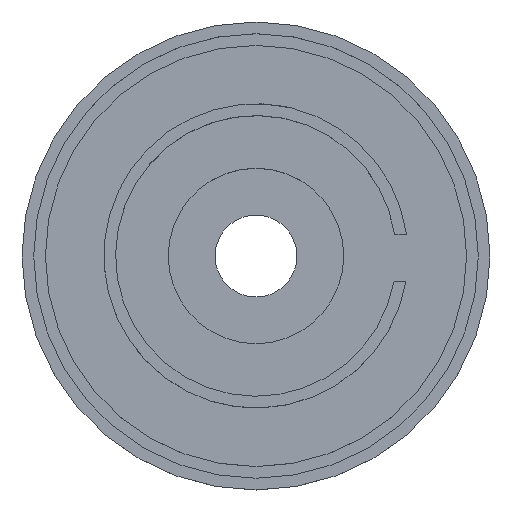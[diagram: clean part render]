
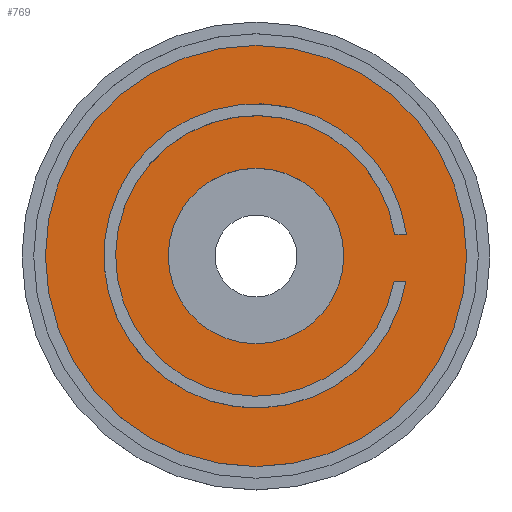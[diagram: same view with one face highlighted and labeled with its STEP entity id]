
A CAD part, top view. The second image highlights one B-rep face of the part: STEP entity #769.
In plain terms, the highlighted planar face has unit normal (0, 0, 1).
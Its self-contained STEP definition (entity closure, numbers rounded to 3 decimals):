
#18=FACE_BOUND('',#134,.T.);
#19=FACE_BOUND('',#135,.T.);
#36=CIRCLE('',#822,12.);
#41=CIRCLE('',#834,7.5);
#42=CIRCLE('',#836,18.);
#43=CIRCLE('',#837,13.);
#87=FACE_OUTER_BOUND('',#133,.T.);
#133=EDGE_LOOP('',(#622));
#134=EDGE_LOOP('',(#623,#624,#625,#626));
#135=EDGE_LOOP('',(#627));
#217=LINE('',#1225,#298);
#225=LINE('',#1252,#306);
#298=VECTOR('',#981,10.);
#306=VECTOR('',#1013,10.);
#363=VERTEX_POINT('',#1209);
#364=VERTEX_POINT('',#1211);
#369=VERTEX_POINT('',#1223);
#374=VERTEX_POINT('',#1244);
#375=VERTEX_POINT('',#1248);
#376=VERTEX_POINT('',#1250);
#450=EDGE_CURVE('',#363,#364,#36,.T.);
#457=EDGE_CURVE('',#363,#369,#217,.T.);
#466=EDGE_CURVE('',#374,#374,#41,.T.);
#468=EDGE_CURVE('',#375,#375,#42,.T.);
#469=EDGE_CURVE('',#376,#369,#43,.T.);
#470=EDGE_CURVE('',#364,#376,#225,.T.);
#622=ORIENTED_EDGE('',*,*,#468,.T.);
#623=ORIENTED_EDGE('',*,*,#457,.T.);
#624=ORIENTED_EDGE('',*,*,#469,.F.);
#625=ORIENTED_EDGE('',*,*,#470,.F.);
#626=ORIENTED_EDGE('',*,*,#450,.F.);
#627=ORIENTED_EDGE('',*,*,#466,.T.);
#731=PLANE('',#835);
#769=ADVANCED_FACE('',(#87,#18,#19),#731,.T.);
#822=AXIS2_PLACEMENT_3D('',#1212,#969,#970);
#834=AXIS2_PLACEMENT_3D('',#1245,#1004,#1005);
#835=AXIS2_PLACEMENT_3D('',#1247,#1007,#1008);
#836=AXIS2_PLACEMENT_3D('',#1249,#1009,#1010);
#837=AXIS2_PLACEMENT_3D('',#1251,#1011,#1012);
#969=DIRECTION('center_axis',(0.,0.,-1.));
#970=DIRECTION('ref_axis',(0.5,-0.866,0.));
#981=DIRECTION('',(1.,0.,0.));
#1004=DIRECTION('center_axis',(0.,0.,-1.));
#1005=DIRECTION('ref_axis',(-1.,0.,0.));
#1007=DIRECTION('center_axis',(0.,0.,1.));
#1008=DIRECTION('ref_axis',(-0.866,-0.5,0.));
#1009=DIRECTION('center_axis',(0.,0.,1.));
#1010=DIRECTION('ref_axis',(-1.,0.,0.));
#1011=DIRECTION('center_axis',(0.,0.,1.));
#1012=DIRECTION('ref_axis',(0.5,-0.866,0.));
#1013=DIRECTION('',(1.,0.,0.));
#1209=CARTESIAN_POINT('',(-13.698,9.5,4.));
#1211=CARTESIAN_POINT('',(-13.64,13.5,4.));
#1212=CARTESIAN_POINT('Origin',(-25.5,11.67,4.));
#1223=CARTESIAN_POINT('',(-12.682,9.5,4.));
#1225=CARTESIAN_POINT('',(-25.,9.5,4.));
#1244=CARTESIAN_POINT('',(-18.,11.67,4.));
#1245=CARTESIAN_POINT('Origin',(-25.5,11.67,4.));
#1247=CARTESIAN_POINT('Origin',(-25.5,11.67,4.));
#1248=CARTESIAN_POINT('',(-7.5,11.67,4.));
#1249=CARTESIAN_POINT('Origin',(-25.5,11.67,4.));
#1250=CARTESIAN_POINT('',(-12.629,13.5,4.));
#1251=CARTESIAN_POINT('Origin',(-25.5,11.67,4.));
#1252=CARTESIAN_POINT('',(-25.,13.5,4.));
